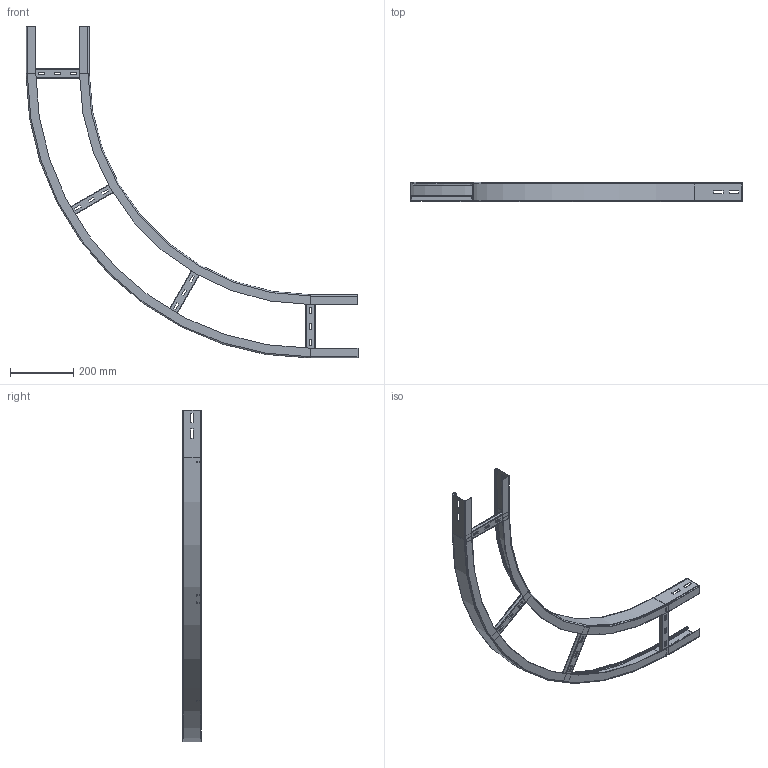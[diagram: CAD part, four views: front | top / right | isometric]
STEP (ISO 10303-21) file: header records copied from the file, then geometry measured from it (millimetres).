
FILE_DESCRIPTION(/* description */ (''),/* implementation_level */ '2;1');
FILE_NAME(/* name */ 'LDZC200H60N.stp',/* time_stamp */ '2020-03-25T12:39:09+01:00',/* author */ ('stanislaw.luczak'),/* organization */ (''),/* preprocessor_version */ 'ST-DEVELOPER v18',/* originating_system */ 'Autodesk Inventor 2020',/* authorisation */ '');
FILE_SCHEMA (('AUTOMOTIVE_DESIGN { 1 0 10303 214 3 1 1 }'));
Length unit declared in the file: millimetre
Products named in the file (4): LDC100H45N; H60N W 200; ZH60 N zewnętrzny 200; szczebel 30x15x190
Assembly tree (6 placements, depth 2):
  LDC100H45N
    H60N W 200
    ZH60 N zewnętrzny 200
    szczebel 30x15x190  x4
Bounding box: 1050 x 60 x 1050 mm (x, y, z)
Volume: 701806.2 mm3; surface area: 743729.6 mm2
Topology: 6 solids, 6 shells, 344 faces, 780 edges, 448 vertices
Faces by surface type: plane 266, cylinder 66, torus 12
Entity records: 5495 total; most frequent: DIRECTION 948, CARTESIAN_POINT 904, ORIENTED_EDGE 888, EDGE_CURVE 444, LINE 348, VECTOR 348, AXIS2_PLACEMENT_3D 300, VERTEX_POINT 256
